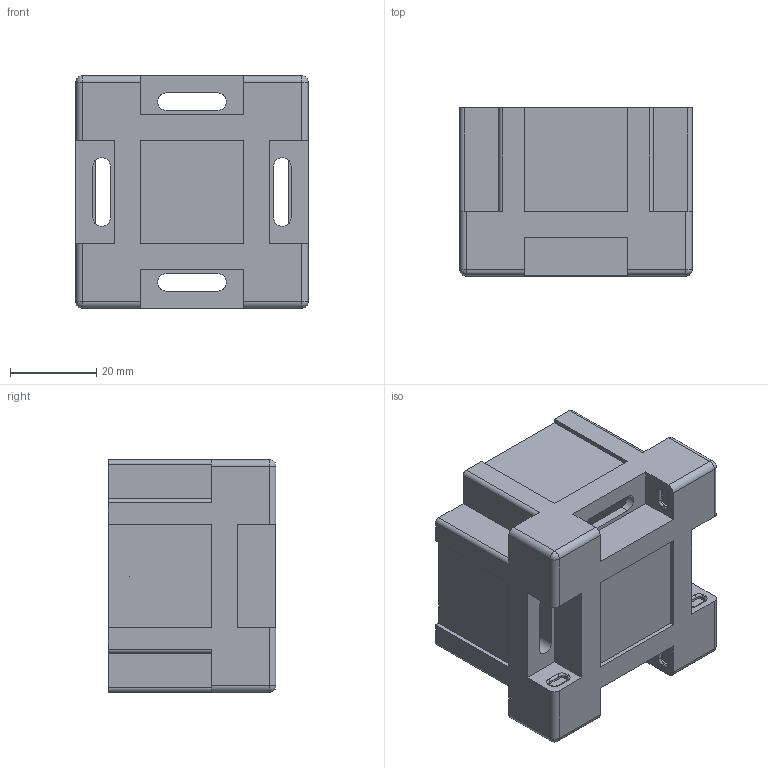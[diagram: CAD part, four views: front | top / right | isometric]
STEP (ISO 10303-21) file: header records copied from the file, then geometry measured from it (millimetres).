
FILE_DESCRIPTION(/* description */ (''),/* implementation_level */ '2;1');
FILE_NAME(/* name */ '',/* time_stamp */ '2023-03-11T23:17:39+08:00',/* author */ (''),/* organization */ (''),/* preprocessor_version */ 'ST-DEVELOPER v19.2',/* originating_system */ 'Autodesk Translation Framework v11.17.0.187',/* authorisation */ '');
FILE_SCHEMA (('AUTOMOTIVE_DESIGN { 1 0 10303 214 3 1 1 }'));
Length unit declared in the file: millimetre
Products named in the file (1): Fusion 零部件
Bounding box: 54 x 39 x 54 mm (x, y, z)
Volume: 49575.5 mm3; surface area: 23864.5 mm2
Topology: 1 solids, 1 shells, 319 faces, 822 edges, 520 vertices
Faces by surface type: plane 176, cylinder 107, torus 32, sphere 4
Full cylindrical faces by diameter (mm): 2.075 x3, 3.1 x4
Entity records: 9698 total; most frequent: DIRECTION 1716, CARTESIAN_POINT 1662, ORIENTED_EDGE 1644, EDGE_CURVE 822, AXIS2_PLACEMENT_3D 574, LINE 568, VECTOR 568, VERTEX_POINT 520
